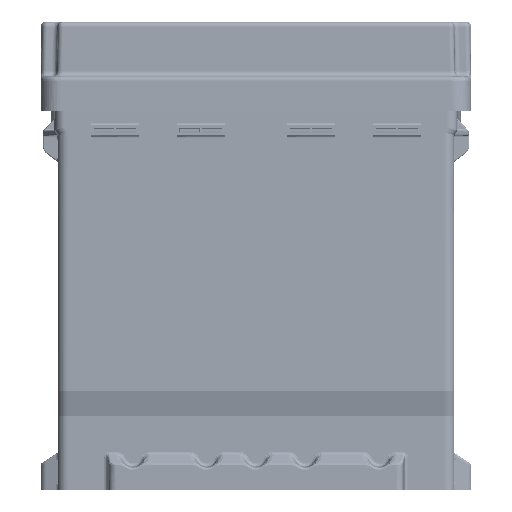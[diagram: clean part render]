
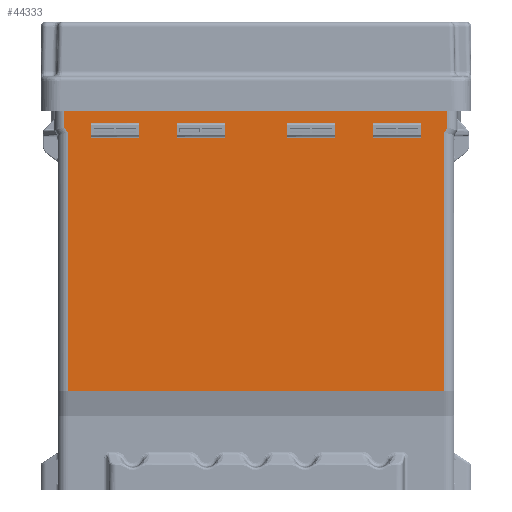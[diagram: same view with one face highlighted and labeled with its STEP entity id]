
A CAD part, left-side view. The second image highlights one B-rep face of the part: STEP entity #44333.
In plain terms, the highlighted planar face has unit normal (-1, 0, 0).
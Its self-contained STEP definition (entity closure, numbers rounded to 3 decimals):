
#23166=CARTESIAN_POINT('Vertex',(-83.5,77.75,8.5)) ;
#23169=CARTESIAN_POINT('Line Origine',(-83.5,0.,8.5)) ;
#23173=CARTESIAN_POINT('Vertex',(-83.5,-77.75,8.5)) ;
#44127=CARTESIAN_POINT('Vertex',(-83.5,77.75,-6.853)) ;
#44130=CARTESIAN_POINT('Line Origine',(-83.5,77.75,-114.)) ;
#44142=CARTESIAN_POINT('Axis2P3D Location',(-83.5,-90.,-114.)) ;
#44147=CARTESIAN_POINT('Line Origine',(-83.5,-77.75,0.824)) ;
#44151=CARTESIAN_POINT('Vertex',(-83.5,-77.75,-6.853)) ;
#44154=CARTESIAN_POINT('Line Origine',(-83.5,77.125,-7.853)) ;
#44158=CARTESIAN_POINT('Vertex',(-83.5,76.5,-8.853)) ;
#44161=CARTESIAN_POINT('Line Origine',(-83.5,76.5,-61.426)) ;
#44165=CARTESIAN_POINT('Vertex',(-83.5,76.5,-114.)) ;
#44168=CARTESIAN_POINT('Line Origine',(-83.5,0.,-114.)) ;
#44172=CARTESIAN_POINT('Vertex',(-83.5,-76.5,-114.)) ;
#44175=CARTESIAN_POINT('Line Origine',(-83.5,-76.5,-61.426)) ;
#44179=CARTESIAN_POINT('Vertex',(-83.5,-76.5,-8.853)) ;
#44182=CARTESIAN_POINT('Line Origine',(-83.5,-77.125,-7.853)) ;
#44197=CARTESIAN_POINT('Line Origine',(-83.5,-22.4,-4.965)) ;
#44201=CARTESIAN_POINT('Vertex',(-83.5,-12.698,-4.965)) ;
#44203=CARTESIAN_POINT('Vertex',(-83.5,-32.102,-4.965)) ;
#44206=CARTESIAN_POINT('Line Origine',(-83.5,-32.102,-8.)) ;
#44210=CARTESIAN_POINT('Vertex',(-83.5,-32.102,-11.035)) ;
#44213=CARTESIAN_POINT('Line Origine',(-83.5,-22.4,-11.035)) ;
#44217=CARTESIAN_POINT('Vertex',(-83.5,-12.698,-11.035)) ;
#44220=CARTESIAN_POINT('Line Origine',(-83.5,-12.698,-8.)) ;
#44231=CARTESIAN_POINT('Line Origine',(-83.5,-57.2,-11.035)) ;
#44235=CARTESIAN_POINT('Vertex',(-83.5,-66.902,-11.035)) ;
#44237=CARTESIAN_POINT('Vertex',(-83.5,-47.498,-11.035)) ;
#44240=CARTESIAN_POINT('Line Origine',(-83.5,-47.498,-8.)) ;
#44244=CARTESIAN_POINT('Vertex',(-83.5,-47.498,-4.965)) ;
#44247=CARTESIAN_POINT('Line Origine',(-83.5,-57.2,-4.965)) ;
#44251=CARTESIAN_POINT('Vertex',(-83.5,-66.902,-4.965)) ;
#44254=CARTESIAN_POINT('Line Origine',(-83.5,-66.902,-8.)) ;
#44265=CARTESIAN_POINT('Line Origine',(-83.5,12.698,-8.)) ;
#44269=CARTESIAN_POINT('Vertex',(-83.5,12.698,-11.035)) ;
#44271=CARTESIAN_POINT('Vertex',(-83.5,12.698,-4.965)) ;
#44274=CARTESIAN_POINT('Line Origine',(-83.5,22.4,-11.035)) ;
#44278=CARTESIAN_POINT('Vertex',(-83.5,32.102,-11.035)) ;
#44281=CARTESIAN_POINT('Line Origine',(-83.5,32.102,-8.)) ;
#44285=CARTESIAN_POINT('Vertex',(-83.5,32.102,-4.965)) ;
#44288=CARTESIAN_POINT('Line Origine',(-83.5,22.4,-4.965)) ;
#44299=CARTESIAN_POINT('Line Origine',(-83.5,66.902,-8.)) ;
#44303=CARTESIAN_POINT('Vertex',(-83.5,66.902,-4.965)) ;
#44305=CARTESIAN_POINT('Vertex',(-83.5,66.902,-11.035)) ;
#44308=CARTESIAN_POINT('Line Origine',(-83.5,57.2,-4.965)) ;
#44312=CARTESIAN_POINT('Vertex',(-83.5,47.498,-4.965)) ;
#44315=CARTESIAN_POINT('Line Origine',(-83.5,47.498,-8.)) ;
#44319=CARTESIAN_POINT('Vertex',(-83.5,47.498,-11.035)) ;
#44322=CARTESIAN_POINT('Line Origine',(-83.5,57.2,-11.035)) ;
#23170=DIRECTION('Vector Direction',(0.,1.,0.)) ;
#44131=DIRECTION('Vector Direction',(0.,0.,1.)) ;
#44143=DIRECTION('Axis2P3D Direction',(1.,0.,0.)) ;
#44144=DIRECTION('Axis2P3D XDirection',(0.,-1.,0.)) ;
#44148=DIRECTION('Vector Direction',(0.,0.,1.)) ;
#44155=DIRECTION('Vector Direction',(0.,0.53,0.848)) ;
#44162=DIRECTION('Vector Direction',(0.,0.,1.)) ;
#44169=DIRECTION('Vector Direction',(0.,1.,0.)) ;
#44176=DIRECTION('Vector Direction',(0.,0.,1.)) ;
#44183=DIRECTION('Vector Direction',(0.,-0.53,0.848)) ;
#44198=DIRECTION('Vector Direction',(0.,-1.,0.)) ;
#44207=DIRECTION('Vector Direction',(0.,0.,-1.)) ;
#44214=DIRECTION('Vector Direction',(0.,1.,0.)) ;
#44221=DIRECTION('Vector Direction',(0.,0.,1.)) ;
#44232=DIRECTION('Vector Direction',(0.,1.,0.)) ;
#44241=DIRECTION('Vector Direction',(0.,0.,1.)) ;
#44248=DIRECTION('Vector Direction',(0.,-1.,0.)) ;
#44255=DIRECTION('Vector Direction',(0.,0.,-1.)) ;
#44266=DIRECTION('Vector Direction',(0.,0.,1.)) ;
#44275=DIRECTION('Vector Direction',(0.,1.,0.)) ;
#44282=DIRECTION('Vector Direction',(0.,0.,-1.)) ;
#44289=DIRECTION('Vector Direction',(0.,-1.,0.)) ;
#44300=DIRECTION('Vector Direction',(0.,0.,-1.)) ;
#44309=DIRECTION('Vector Direction',(0.,-1.,0.)) ;
#44316=DIRECTION('Vector Direction',(0.,0.,1.)) ;
#44323=DIRECTION('Vector Direction',(0.,1.,0.)) ;
#44145=AXIS2_PLACEMENT_3D('Plane Axis2P3D',#44142,#44143,#44144) ;
#44188=ORIENTED_EDGE('',*,*,#44153,.T.) ;
#44189=ORIENTED_EDGE('',*,*,#23175,.T.) ;
#44190=ORIENTED_EDGE('',*,*,#44134,.F.) ;
#44191=ORIENTED_EDGE('',*,*,#44160,.F.) ;
#44192=ORIENTED_EDGE('',*,*,#44167,.F.) ;
#44193=ORIENTED_EDGE('',*,*,#44174,.F.) ;
#44194=ORIENTED_EDGE('',*,*,#44181,.T.) ;
#44195=ORIENTED_EDGE('',*,*,#44186,.T.) ;
#44226=ORIENTED_EDGE('',*,*,#44205,.T.) ;
#44227=ORIENTED_EDGE('',*,*,#44212,.T.) ;
#44228=ORIENTED_EDGE('',*,*,#44219,.T.) ;
#44229=ORIENTED_EDGE('',*,*,#44224,.T.) ;
#44260=ORIENTED_EDGE('',*,*,#44239,.T.) ;
#44261=ORIENTED_EDGE('',*,*,#44246,.T.) ;
#44262=ORIENTED_EDGE('',*,*,#44253,.T.) ;
#44263=ORIENTED_EDGE('',*,*,#44258,.T.) ;
#44294=ORIENTED_EDGE('',*,*,#44273,.F.) ;
#44295=ORIENTED_EDGE('',*,*,#44280,.T.) ;
#44296=ORIENTED_EDGE('',*,*,#44287,.F.) ;
#44297=ORIENTED_EDGE('',*,*,#44292,.T.) ;
#44328=ORIENTED_EDGE('',*,*,#44307,.F.) ;
#44329=ORIENTED_EDGE('',*,*,#44314,.T.) ;
#44330=ORIENTED_EDGE('',*,*,#44321,.F.) ;
#44331=ORIENTED_EDGE('',*,*,#44326,.T.) ;
#44230=FACE_BOUND('',#44225,.T.) ;
#44264=FACE_BOUND('',#44259,.T.) ;
#44298=FACE_BOUND('',#44293,.T.) ;
#44332=FACE_BOUND('',#44327,.T.) ;
#23171=VECTOR('Line Direction',#23170,1.) ;
#44132=VECTOR('Line Direction',#44131,1.) ;
#44149=VECTOR('Line Direction',#44148,1.) ;
#44156=VECTOR('Line Direction',#44155,1.) ;
#44163=VECTOR('Line Direction',#44162,1.) ;
#44170=VECTOR('Line Direction',#44169,1.) ;
#44177=VECTOR('Line Direction',#44176,1.) ;
#44184=VECTOR('Line Direction',#44183,1.) ;
#44199=VECTOR('Line Direction',#44198,1.) ;
#44208=VECTOR('Line Direction',#44207,1.) ;
#44215=VECTOR('Line Direction',#44214,1.) ;
#44222=VECTOR('Line Direction',#44221,1.) ;
#44233=VECTOR('Line Direction',#44232,1.) ;
#44242=VECTOR('Line Direction',#44241,1.) ;
#44249=VECTOR('Line Direction',#44248,1.) ;
#44256=VECTOR('Line Direction',#44255,1.) ;
#44267=VECTOR('Line Direction',#44266,1.) ;
#44276=VECTOR('Line Direction',#44275,1.) ;
#44283=VECTOR('Line Direction',#44282,1.) ;
#44290=VECTOR('Line Direction',#44289,1.) ;
#44301=VECTOR('Line Direction',#44300,1.) ;
#44310=VECTOR('Line Direction',#44309,1.) ;
#44317=VECTOR('Line Direction',#44316,1.) ;
#44324=VECTOR('Line Direction',#44323,1.) ;
#44333=ADVANCED_FACE('BATTERY_AGM_LN0_H3',(#44196,#44230,#44264,#44298,#44332),#44146,.F.) ;
#23175=EDGE_CURVE('',#23174,#23167,#23172,.T.) ;
#44134=EDGE_CURVE('',#44128,#23167,#44133,.T.) ;
#44153=EDGE_CURVE('',#44152,#23174,#44150,.T.) ;
#44160=EDGE_CURVE('',#44159,#44128,#44157,.T.) ;
#44167=EDGE_CURVE('',#44166,#44159,#44164,.T.) ;
#44174=EDGE_CURVE('',#44173,#44166,#44171,.T.) ;
#44181=EDGE_CURVE('',#44173,#44180,#44178,.T.) ;
#44186=EDGE_CURVE('',#44180,#44152,#44185,.T.) ;
#44205=EDGE_CURVE('',#44202,#44204,#44200,.T.) ;
#44212=EDGE_CURVE('',#44204,#44211,#44209,.T.) ;
#44219=EDGE_CURVE('',#44211,#44218,#44216,.T.) ;
#44224=EDGE_CURVE('',#44218,#44202,#44223,.T.) ;
#44239=EDGE_CURVE('',#44236,#44238,#44234,.T.) ;
#44246=EDGE_CURVE('',#44238,#44245,#44243,.T.) ;
#44253=EDGE_CURVE('',#44245,#44252,#44250,.T.) ;
#44258=EDGE_CURVE('',#44252,#44236,#44257,.T.) ;
#44273=EDGE_CURVE('',#44270,#44272,#44268,.T.) ;
#44280=EDGE_CURVE('',#44270,#44279,#44277,.T.) ;
#44287=EDGE_CURVE('',#44286,#44279,#44284,.T.) ;
#44292=EDGE_CURVE('',#44286,#44272,#44291,.T.) ;
#44307=EDGE_CURVE('',#44304,#44306,#44302,.T.) ;
#44314=EDGE_CURVE('',#44304,#44313,#44311,.T.) ;
#44321=EDGE_CURVE('',#44320,#44313,#44318,.T.) ;
#44326=EDGE_CURVE('',#44320,#44306,#44325,.T.) ;
#44187=EDGE_LOOP('',(#44188,#44189,#44190,#44191,#44192,#44193,#44194,#44195)) ;
#44225=EDGE_LOOP('',(#44226,#44227,#44228,#44229)) ;
#44259=EDGE_LOOP('',(#44260,#44261,#44262,#44263)) ;
#44293=EDGE_LOOP('',(#44294,#44295,#44296,#44297)) ;
#44327=EDGE_LOOP('',(#44328,#44329,#44330,#44331)) ;
#44196=FACE_OUTER_BOUND('',#44187,.T.) ;
#23172=LINE('Line',#23169,#23171) ;
#44133=LINE('Line',#44130,#44132) ;
#44150=LINE('Line',#44147,#44149) ;
#44157=LINE('Line',#44154,#44156) ;
#44164=LINE('Line',#44161,#44163) ;
#44171=LINE('Line',#44168,#44170) ;
#44178=LINE('Line',#44175,#44177) ;
#44185=LINE('Line',#44182,#44184) ;
#44200=LINE('Line',#44197,#44199) ;
#44209=LINE('Line',#44206,#44208) ;
#44216=LINE('Line',#44213,#44215) ;
#44223=LINE('Line',#44220,#44222) ;
#44234=LINE('Line',#44231,#44233) ;
#44243=LINE('Line',#44240,#44242) ;
#44250=LINE('Line',#44247,#44249) ;
#44257=LINE('Line',#44254,#44256) ;
#44268=LINE('Line',#44265,#44267) ;
#44277=LINE('Line',#44274,#44276) ;
#44284=LINE('Line',#44281,#44283) ;
#44291=LINE('Line',#44288,#44290) ;
#44302=LINE('Line',#44299,#44301) ;
#44311=LINE('Line',#44308,#44310) ;
#44318=LINE('Line',#44315,#44317) ;
#44325=LINE('Line',#44322,#44324) ;
#44146=PLANE('',#44145) ;
#23167=VERTEX_POINT('',#23166) ;
#23174=VERTEX_POINT('',#23173) ;
#44128=VERTEX_POINT('',#44127) ;
#44152=VERTEX_POINT('',#44151) ;
#44159=VERTEX_POINT('',#44158) ;
#44166=VERTEX_POINT('',#44165) ;
#44173=VERTEX_POINT('',#44172) ;
#44180=VERTEX_POINT('',#44179) ;
#44202=VERTEX_POINT('',#44201) ;
#44204=VERTEX_POINT('',#44203) ;
#44211=VERTEX_POINT('',#44210) ;
#44218=VERTEX_POINT('',#44217) ;
#44236=VERTEX_POINT('',#44235) ;
#44238=VERTEX_POINT('',#44237) ;
#44245=VERTEX_POINT('',#44244) ;
#44252=VERTEX_POINT('',#44251) ;
#44270=VERTEX_POINT('',#44269) ;
#44272=VERTEX_POINT('',#44271) ;
#44279=VERTEX_POINT('',#44278) ;
#44286=VERTEX_POINT('',#44285) ;
#44304=VERTEX_POINT('',#44303) ;
#44306=VERTEX_POINT('',#44305) ;
#44313=VERTEX_POINT('',#44312) ;
#44320=VERTEX_POINT('',#44319) ;
